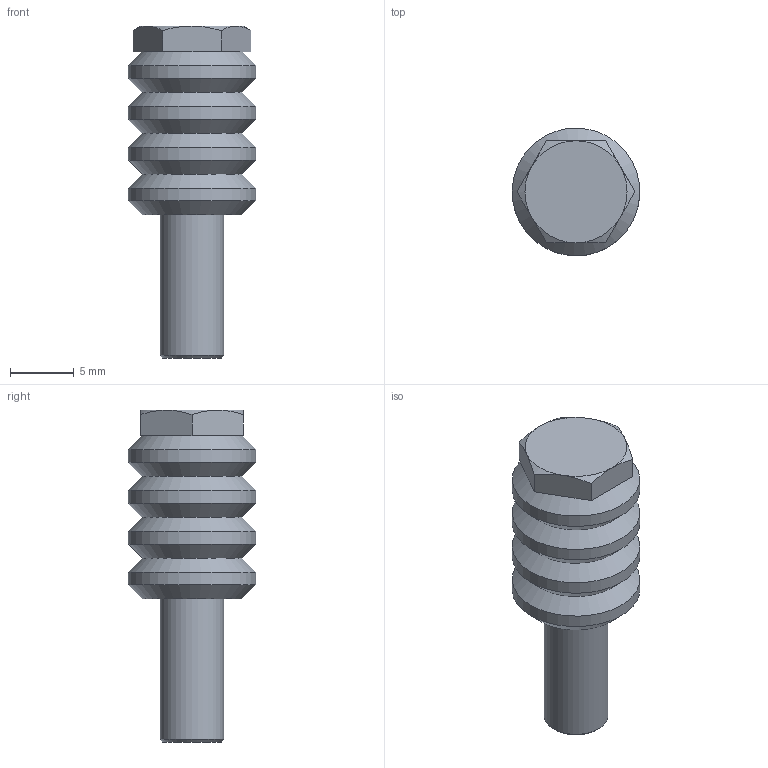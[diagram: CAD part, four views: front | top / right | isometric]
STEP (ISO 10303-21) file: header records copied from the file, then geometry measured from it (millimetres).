
FILE_DESCRIPTION(/* description */ (''),/* implementation_level */ '2;1');
FILE_NAME(/* name */ 'nut.step',/* time_stamp */ '2023-12-15T18:24:38+05:30',/* author */ (''),/* organization */ (''),/* preprocessor_version */ 'ST-DEVELOPER v20',/* originating_system */ 'Autodesk Translation Framework v12.14.0.127',/* authorisation */ '');
FILE_SCHEMA (('AUTOMOTIVE_DESIGN { 1 0 10303 214 3 1 1 }'));
Length unit declared in the file: millimetre
Products named in the file (3): csavarr gumikkal; csavarr; gumi anya
Assembly tree (5 placements, depth 2):
  csavarr gumikkal
    csavarr
    gumi anya  x4
Bounding box: 10 x 10 x 26 mm (x, y, z)
Volume: 1194.3 mm3; surface area: 1438.7 mm2
Topology: 5 solids, 5 shells, 41 faces, 79 edges, 49 vertices
Faces by surface type: plane 17, cone 15, cylinder 9
Full cylindrical faces by diameter (mm): 5 x5, 10 x4
Entity records: 700 total; most frequent: CARTESIAN_POINT 129, DIRECTION 112, ORIENTED_EDGE 92, AXIS2_PLACEMENT_3D 47, EDGE_CURVE 46, VERTEX_POINT 28, EDGE_LOOP 26, FACE_OUTER_BOUND 23
